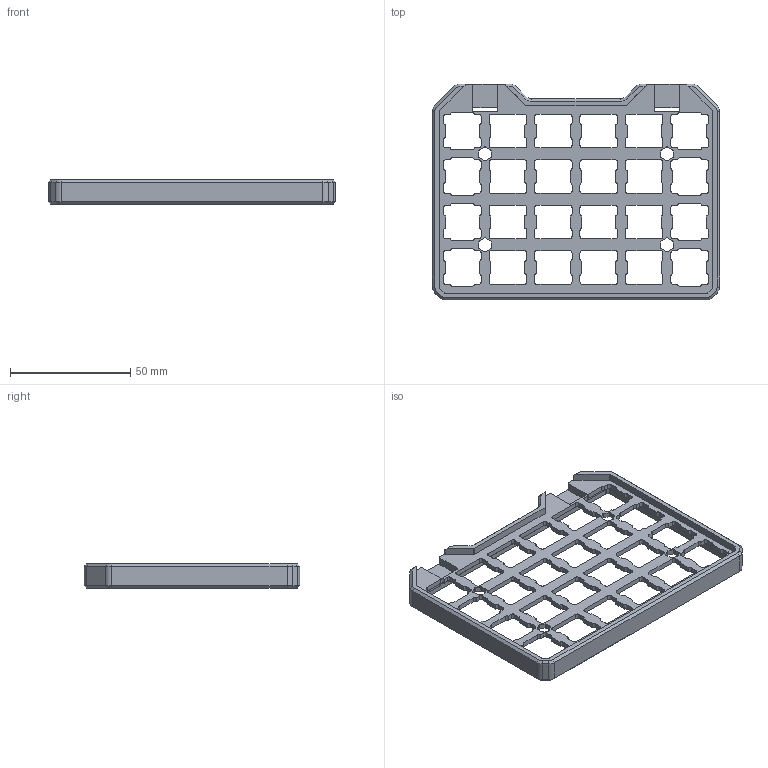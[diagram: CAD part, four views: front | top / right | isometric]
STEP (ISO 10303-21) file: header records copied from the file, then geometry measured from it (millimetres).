
FILE_DESCRIPTION (( 'STEP AP214' ), '1' );
FILE_NAME ('CNCZYGFOUR-2-11-19.STEP', '2019-02-12T04:23:18', ( '' ), ( '' ), 'SwSTEP 2.0', 'SolidWorks 2017', '' );
FILE_SCHEMA (( 'AUTOMOTIVE_DESIGN' ));
Length unit declared in the file: millimetre
Products named in the file (1): CNCZYGFOUR-2-11-19
Bounding box: 119.4 x 89.7 x 10 mm (x, y, z)
Volume: 20663.2 mm3; surface area: 19774.3 mm2
Topology: 1 solids, 1 shells, 647 faces, 1896 edges, 1248 vertices
Faces by surface type: plane 325, cylinder 298, cone 24
Entity records: 21714 total; most frequent: CARTESIAN_POINT 3810, DIRECTION 3800, ORIENTED_EDGE 3792, EDGE_CURVE 1896, VECTOR 1276, LINE 1276, AXIS2_PLACEMENT_3D 1262, VERTEX_POINT 1248
